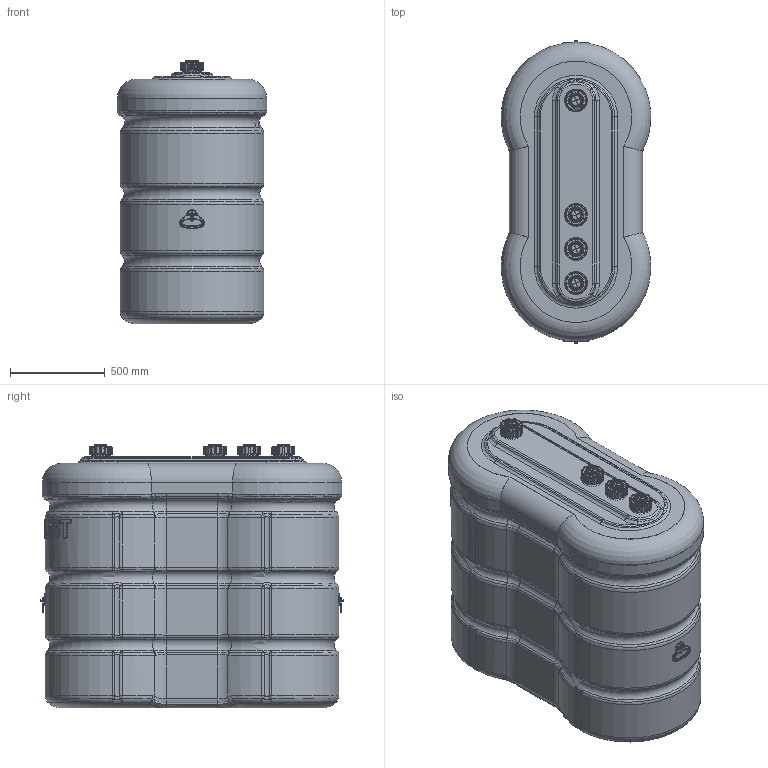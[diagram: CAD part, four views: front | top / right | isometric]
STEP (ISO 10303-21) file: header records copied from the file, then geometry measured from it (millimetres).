
FILE_DESCRIPTION(/* description */ (''),/* implementation_level */ '2;1');
FILE_NAME(/* name */ 'Triosafe 1100.stp',/* time_stamp */ '2017-05-02T16:18:04+02:00',/* author */ ('sk'),/* organization */ (''),/* preprocessor_version */ 'ST-DEVELOPER v16.5',/* originating_system */ 'Autodesk Inventor 2017',/* authorisation */ '');
FILE_SCHEMA (('AUTOMOTIVE_DESIGN { 1 0 10303 214 3 1 1 }'));
Length unit declared in the file: millimetre
Products named in the file (11): Triosafe 1100; Trio 1502; Deckel für 2-Zoll; 203046; 203045; 203031; 203037; 203036; Griff beweglich; Griffteil b; Griffteil a
Assembly tree (14 placements, depth 3):
  Triosafe 1100
    Trio 1502
    Deckel für 2-Zoll  x4
      203046
      203045
      203031
      203037
      203036
    Griff beweglich  x2
      Griffteil b
      Griffteil a
Bounding box: 789.45 x 1603.02 x 1391.5 mm (x, y, z)
Volume: 36347410.6 mm3; surface area: 14896342.9 mm2
Topology: 25 solids, 25 shells, 3138 faces, 7747 edges, 4661 vertices
Faces by surface type: cylinder 959, bspline 718, plane 619, torus 566, cone 196, sphere 80
Full cylindrical faces by diameter (mm): 56 x4, 56.656 x4, 58 x4, 58.5 x4, 61 x4, 64 x4, 65 x4, 66 x4, 68 x4, 76 x4, 85 x4, 86 x4, 90 x4, 99.5 x16, 100 x4, 120 x4
Entity records: 200457 total; most frequent: CARTESIAN_POINT 163028, ORIENTED_EDGE 8150, DIRECTION 7330, EDGE_CURVE 4075, AXIS2_PLACEMENT_3D 3091, VERTEX_POINT 2453, EDGE_LOOP 1770, CIRCLE 1735
